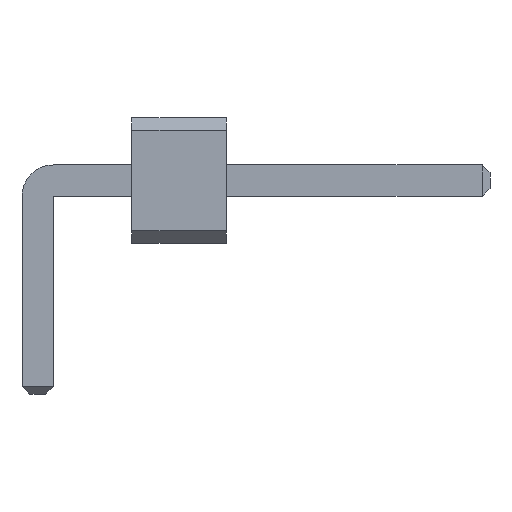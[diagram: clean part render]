
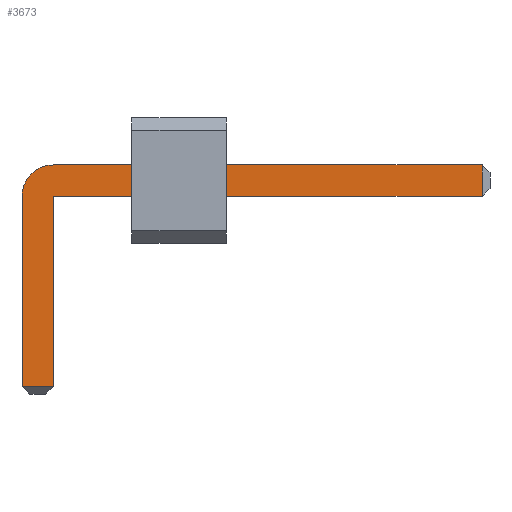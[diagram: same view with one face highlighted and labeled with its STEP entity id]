
A CAD part, front view. The second image highlights one B-rep face of the part: STEP entity #3673.
In plain terms, the highlighted planar face has unit normal (0, -1, 0).
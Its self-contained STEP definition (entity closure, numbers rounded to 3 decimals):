
#13=DIRECTION('',(0.,0.,1.));
#27=VECTOR('',#28,1.);
#28=DIRECTION('',(1.,0.,0.));
#1645=VECTOR('',#13,1.);
#1687=DIRECTION('',(0.,1.,0.));
#3487=VECTOR('',#3488,1.);
#3488=DIRECTION('',(0.,0.,-1.));
#3495=VECTOR('',#3496,1.);
#3496=DIRECTION('',(-1.,0.,0.));
#3517=DIRECTION('',(-0.,1.,0.));
#3527=VERTEX_POINT('',#3528);
#3528=CARTESIAN_POINT('',(0.25,-54.25,1.25));
#3530=ORIENTED_EDGE('',*,*,#3531,.T.);
#3531=EDGE_CURVE('',#3527,#3532,#3534,.T.);
#3532=VERTEX_POINT('',#3533);
#3533=CARTESIAN_POINT('',(7.075,-54.25,1.25));
#3534=LINE('',#3535,#27);
#3535=CARTESIAN_POINT('',(-0.25,-54.25,1.25));
#3571=EDGE_CURVE('',#3572,#3527,#3574,.T.);
#3572=VERTEX_POINT('',#3573);
#3573=CARTESIAN_POINT('',(-0.25,-54.25,0.75));
#3574=CIRCLE('',#3575,0.5);
#3575=AXIS2_PLACEMENT_3D('',#3576,#3517,#3488);
#3576=CARTESIAN_POINT('',(0.25,-54.25,0.75));
#3588=VERTEX_POINT('',#3589);
#3589=CARTESIAN_POINT('',(7.075,-54.25,0.75));
#3591=ORIENTED_EDGE('',*,*,#3592,.T.);
#3592=EDGE_CURVE('',#3588,#3593,#3594,.T.);
#3593=VERTEX_POINT('',#3576);
#3594=LINE('',#3595,#3495);
#3595=CARTESIAN_POINT('',(7.2,-54.25,0.75));
#3607=VERTEX_POINT('',#3608);
#3608=CARTESIAN_POINT('',(-0.25,-54.25,-2.275));
#3610=ORIENTED_EDGE('',*,*,#3611,.T.);
#3611=EDGE_CURVE('',#3607,#3572,#3612,.T.);
#3612=LINE('',#3613,#1645);
#3613=CARTESIAN_POINT('',(-0.25,-54.25,-2.4));
#3621=ORIENTED_EDGE('',*,*,#3622,.T.);
#3622=EDGE_CURVE('',#3593,#3623,#3625,.T.);
#3623=VERTEX_POINT('',#3624);
#3624=CARTESIAN_POINT('',(0.25,-54.25,-2.275));
#3625=LINE('',#3576,#3487);
#3673=ADVANCED_FACE('',(#3674),#3683,.F.);
#3674=FACE_BOUND('',#3675,.F.);
#3675=EDGE_LOOP('',(#3530,#3676,#3591,#3621,#3679,#3610,#3682));
#3676=ORIENTED_EDGE('',*,*,#3677,.T.);
#3677=EDGE_CURVE('',#3532,#3588,#3678,.T.);
#3678=LINE('',#3533,#3487);
#3679=ORIENTED_EDGE('',*,*,#3680,.T.);
#3680=EDGE_CURVE('',#3623,#3607,#3681,.T.);
#3681=LINE('',#3624,#3495);
#3682=ORIENTED_EDGE('',*,*,#3571,.T.);
#3683=PLANE('',#3684);
#3684=AXIS2_PLACEMENT_3D('',#3685,#1687,#13);
#3685=CARTESIAN_POINT('',(2.489,-54.25,0.411));
